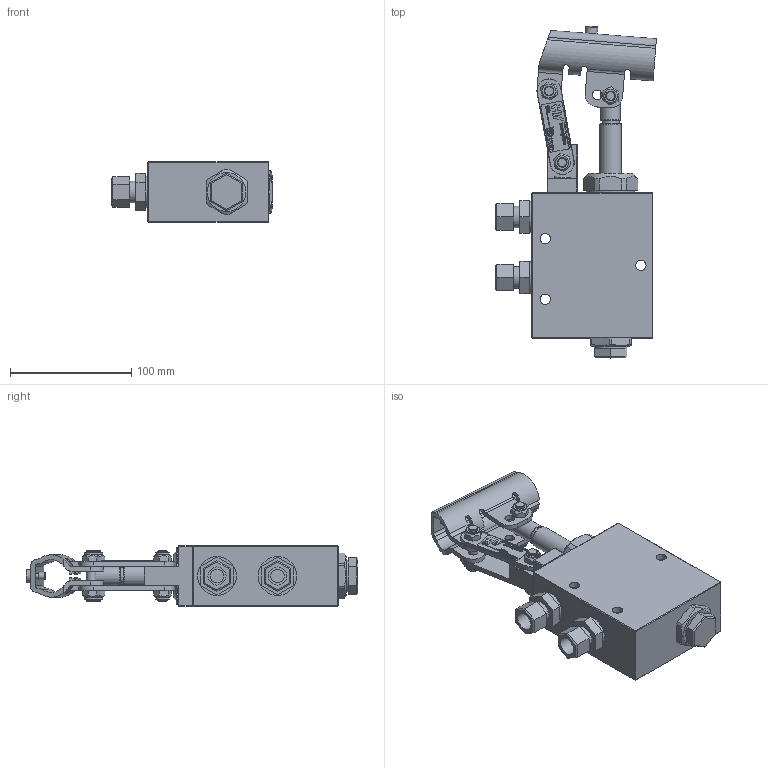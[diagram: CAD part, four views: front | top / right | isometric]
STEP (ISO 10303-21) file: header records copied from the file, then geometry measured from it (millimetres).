
FILE_DESCRIPTION((''),'2;1');
FILE_NAME('6075.0101.10.51 Bloccato.stp','2015-07-30T12:38:17',('Christian'),(''),'Autodesk Inventor 2013','Autodesk Inventor 2013','');
FILE_SCHEMA(('AUTOMOTIVE_DESIGN { 1 0 10303 214 1 1 1 1 }'));
Length unit declared in the file: millimetre
Products named in the file (1): 6075.0101.10.51 Bloccato
Bounding box: 132.83 x 274.25 x 50 mm (x, y, z)
Surface area: 141202.1 mm2 (no closed solid volume)
Topology: 0 solids, 14 shells, 1015 faces, 2547 edges, 1639 vertices
Faces by surface type: plane 628, bspline 154, cylinder 134, cone 77, torus 22
Full cylindrical faces by diameter (mm): 4 x2, 6 x1, 8 x14, 8.5 x8, 10 x1, 11 x2, 11.05 x6, 13 x2, 14 x3, 15 x2, 16 x1, 18 x4, 20 x2, 20.376 x2, 21.5 x1, 26 x2, 27 x1, 28.5 x2, 32 x3, 32.5 x1, 33 x1, 37 x1, 40 x1
Entity records: 31118 total; most frequent: CARTESIAN_POINT 7602, ORIENTED_EDGE 4804, DIRECTION 4058, EDGE_CURVE 2402, VERTEX_POINT 1604, VECTOR 1534, LINE 1534, EDGE_LOOP 1268
